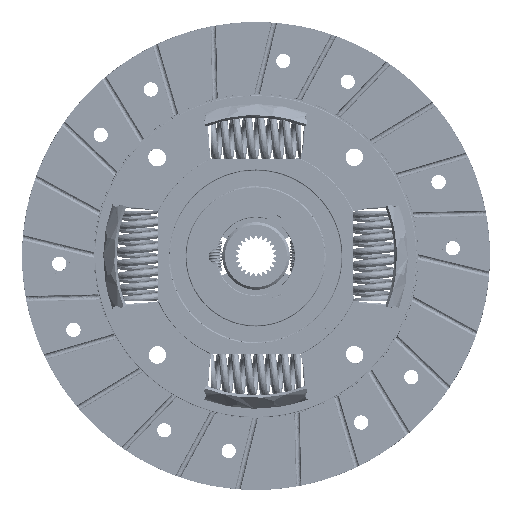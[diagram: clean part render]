
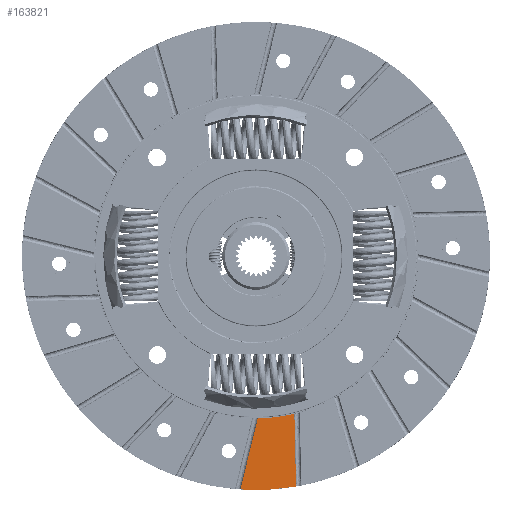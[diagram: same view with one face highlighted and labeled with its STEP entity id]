
A CAD part, left-side view. The second image highlights one B-rep face of the part: STEP entity #163821.
In plain terms, the highlighted free-form (B-spline) face has degree [1, 1] with [2, 2] control points.
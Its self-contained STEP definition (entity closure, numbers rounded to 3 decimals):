
#163821 = ADVANCED_FACE('',(#163822),#163870,.T.);
#163822 = FACE_BOUND('',#163823,.T.);
#163823 = EDGE_LOOP('',(#163824,#163833,#163841,#163849,#163856,#163864)
  );
#163824 = ORIENTED_EDGE('',*,*,#163825,.T.);
#163825 = EDGE_CURVE('',#163826,#163828,#163830,.T.);
#163826 = VERTEX_POINT('',#163827);
#163827 = CARTESIAN_POINT('',(36.642,110.517,
    61.829));
#163828 = VERTEX_POINT('',#163829);
#163829 = CARTESIAN_POINT('',(36.642,111.247,
    93.931));
#163830 = B_SPLINE_CURVE_WITH_KNOTS('',1,(#163831,#163832),
  .UNSPECIFIED.,.F.,.F.,(2,2),(0.,27.948),
  .PIECEWISE_BEZIER_KNOTS.);
#163831 = CARTESIAN_POINT('',(36.642,110.517,
    61.829));
#163832 = CARTESIAN_POINT('',(36.642,111.247,
    93.931));
#163833 = ORIENTED_EDGE('',*,*,#163834,.T.);
#163834 = EDGE_CURVE('',#163828,#163835,#163837,.T.);
#163835 = VERTEX_POINT('',#163836);
#163836 = CARTESIAN_POINT('',(36.642,119.285,
    92.456));
#163837 = B_SPLINE_CURVE_WITH_KNOTS('',2,(#163838,#163839,#163840),
  .UNSPECIFIED.,.F.,.F.,(3,3),(0.,0.5),.PIECEWISE_BEZIER_KNOTS.);
#163838 = CARTESIAN_POINT('',(36.642,111.247,
    93.931));
#163839 = CARTESIAN_POINT('',(36.642,115.224,
    92.964));
#163840 = CARTESIAN_POINT('',(36.642,119.285,
    92.456));
#163841 = ORIENTED_EDGE('',*,*,#163842,.T.);
#163842 = EDGE_CURVE('',#163835,#163843,#163845,.T.);
#163843 = VERTEX_POINT('',#163844);
#163844 = CARTESIAN_POINT('',(36.642,127.439,
    91.905));
#163845 = B_SPLINE_CURVE_WITH_KNOTS('',2,(#163846,#163847,#163848),
  .UNSPECIFIED.,.F.,.F.,(3,3),(0.5,1.),.PIECEWISE_BEZIER_KNOTS.);
#163846 = CARTESIAN_POINT('',(36.642,119.285,
    92.456));
#163847 = CARTESIAN_POINT('',(36.642,123.347,
    91.948));
#163848 = CARTESIAN_POINT('',(36.642,127.439,
    91.905));
#163849 = ORIENTED_EDGE('',*,*,#163850,.T.);
#163850 = EDGE_CURVE('',#163843,#163851,#163853,.T.);
#163851 = VERTEX_POINT('',#163852);
#163852 = CARTESIAN_POINT('',(36.642,135.084,
    60.536));
#163853 = B_SPLINE_CURVE_WITH_KNOTS('',1,(#163854,#163855),
  .UNSPECIFIED.,.F.,.F.,(2,2),(0.,28.103),
  .PIECEWISE_BEZIER_KNOTS.);
#163854 = CARTESIAN_POINT('',(36.642,127.439,
    91.905));
#163855 = CARTESIAN_POINT('',(36.642,135.084,
    60.536));
#163856 = ORIENTED_EDGE('',*,*,#163857,.T.);
#163857 = EDGE_CURVE('',#163851,#163858,#163860,.T.);
#163858 = VERTEX_POINT('',#163859);
#163859 = CARTESIAN_POINT('',(36.642,122.762,
    60.449));
#163860 = B_SPLINE_CURVE_WITH_KNOTS('',2,(#163861,#163862,#163863),
  .UNSPECIFIED.,.F.,.F.,(3,3),(0.,0.5),.PIECEWISE_BEZIER_KNOTS.);
#163861 = CARTESIAN_POINT('',(36.642,135.084,
    60.536));
#163862 = CARTESIAN_POINT('',(36.642,128.926,
    60.125));
#163863 = CARTESIAN_POINT('',(36.642,122.762,
    60.449));
#163864 = ORIENTED_EDGE('',*,*,#163865,.T.);
#163865 = EDGE_CURVE('',#163858,#163826,#163866,.T.);
#163866 = B_SPLINE_CURVE_WITH_KNOTS('',2,(#163867,#163868,#163869),
  .UNSPECIFIED.,.F.,.F.,(3,3),(0.5,1.),.PIECEWISE_BEZIER_KNOTS.);
#163867 = CARTESIAN_POINT('',(36.642,122.762,
    60.449));
#163868 = CARTESIAN_POINT('',(36.642,116.598,
    60.774));
#163869 = CARTESIAN_POINT('',(36.642,110.517,
    61.829));
#163870 = B_SPLINE_SURFACE_WITH_KNOTS('',1,1,(
    (#163871,#163872)
    ,(#163873,#163874
    )),.UNSPECIFIED.,.F.,.F.,.F.,(2,2),(2,2),(0.,1.),(0.,1.),
  .PIECEWISE_BEZIER_KNOTS.);
#163871 = CARTESIAN_POINT('',(36.642,131.517,
    52.12));
#163872 = CARTESIAN_POINT('',(36.642,145.835,
    83.824));
#163873 = CARTESIAN_POINT('',(36.642,98.804,
    66.893));
#163874 = CARTESIAN_POINT('',(36.642,113.121,
    98.597));
